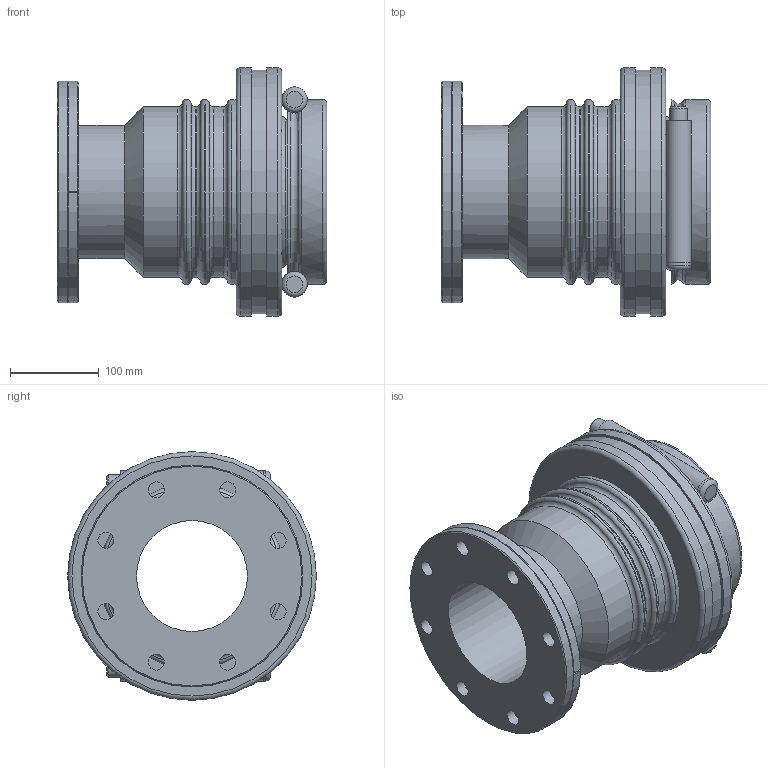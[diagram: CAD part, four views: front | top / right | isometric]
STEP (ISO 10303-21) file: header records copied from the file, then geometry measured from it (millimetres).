
FILE_DESCRIPTION(/* description */ ('PLASSON COMPRESSION FLANGE ADAPTOR 160-5"'),/* implementation_level */ '2;1');
FILE_NAME(/* name */ '072206160050_0722061600500A.ipt.stp',/* time_stamp */ '2017-06-18T09:23:45+03:00',/* author */ ('KIM'),/* organization */ (''),/* preprocessor_version */ 'ST-DEVELOPER v15.6',/* originating_system */ 'Autodesk Inventor 2015',/* authorisation */ '');
FILE_SCHEMA (('AUTOMOTIVE_DESIGN { 1 0 10303 214 3 1 1 }'));
Length unit declared in the file: millimetre
Products named in the file (1): 072206160050_0722061600500A
Bounding box: 304 x 280 x 280 mm (x, y, z)
Volume: 5363622.2 mm3; surface area: 537053 mm2
Topology: 1 solids, 1 shells, 115 faces, 269 edges, 166 vertices
Faces by surface type: cylinder 42, cone 25, plane 24, torus 24
Full cylindrical faces by diameter (mm): 18 x16, 20.16 x2, 28.6 x2, 28.8 x2, 125 x1, 150 x1, 160 x2, 161.6 x1, 192 x3, 208 x4, 250 x1, 274.4 x1, 280 x2
Entity records: 2966 total; most frequent: CARTESIAN_POINT 702, DIRECTION 498, ORIENTED_EDGE 342, AXIS2_PLACEMENT_3D 237, EDGE_LOOP 218, EDGE_CURVE 167, VERTEX_POINT 139, CIRCLE 121
